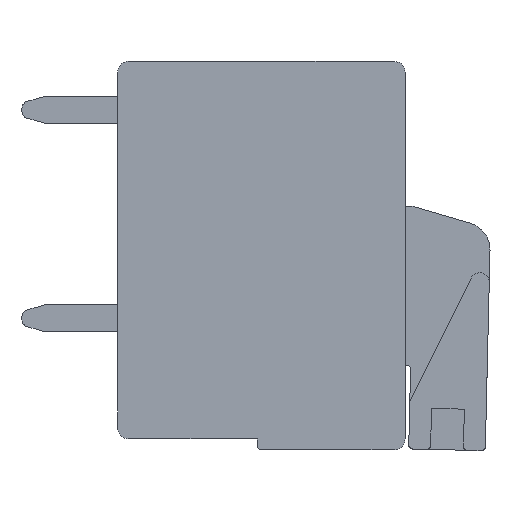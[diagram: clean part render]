
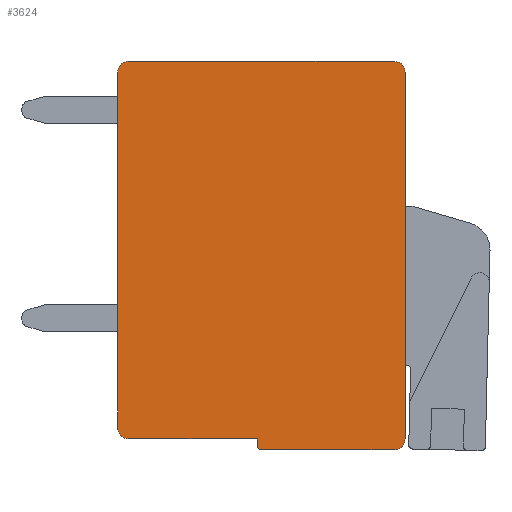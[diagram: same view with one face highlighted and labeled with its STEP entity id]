
A CAD part, front view. The second image highlights one B-rep face of the part: STEP entity #3624.
In plain terms, the highlighted planar face has unit normal (0, -1, 0).
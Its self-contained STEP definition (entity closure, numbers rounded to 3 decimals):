
#1=CARTESIAN_POINT('',(5.25,0.,-14.05));
#2=DIRECTION('',(0.,1.,0.));
#3=DIRECTION('',(0.,0.,-1.));
#4=AXIS2_PLACEMENT_3D('',#1,#2,#3);
#6=DIRECTION('',(0.,0.,1.));
#7=VECTOR('',#6,0.25);
#8=CARTESIAN_POINT('',(5.1,0.,-14.05));
#9=LINE('',#8,#7);
#10=DIRECTION('',(-1.,0.,0.));
#11=VECTOR('',#10,4.7);
#12=CARTESIAN_POINT('',(5.1,0.,-13.8));
#13=LINE('',#12,#11);
#14=CARTESIAN_POINT('',(0.4,0.,-13.4));
#15=DIRECTION('',(0.,1.,0.));
#16=DIRECTION('',(0.,0.,-1.));
#17=AXIS2_PLACEMENT_3D('',#14,#15,#16);
#19=DIRECTION('',(0.,0.,1.));
#20=VECTOR('',#19,13.);
#21=CARTESIAN_POINT('',(0.,0.,-13.4));
#22=LINE('',#21,#20);
#23=CARTESIAN_POINT('',(0.4,0.,-0.4));
#24=DIRECTION('',(0.,1.,0.));
#25=DIRECTION('',(-1.,0.,0.));
#26=AXIS2_PLACEMENT_3D('',#23,#24,#25);
#28=DIRECTION('',(1.,0.,0.));
#29=VECTOR('',#28,9.7);
#30=CARTESIAN_POINT('',(0.4,0.,0.));
#31=LINE('',#30,#29);
#32=CARTESIAN_POINT('',(10.1,0.,-0.4));
#33=DIRECTION('',(0.,1.,0.));
#34=DIRECTION('',(0.,0.,1.));
#35=AXIS2_PLACEMENT_3D('',#32,#33,#34);
#37=DIRECTION('',(0.,0.,-1.));
#38=VECTOR('',#37,13.4);
#39=CARTESIAN_POINT('',(10.5,0.,-0.4));
#40=LINE('',#39,#38);
#41=CARTESIAN_POINT('',(10.1,0.,-13.8));
#42=DIRECTION('',(0.,1.,0.));
#43=DIRECTION('',(1.,0.,0.));
#44=AXIS2_PLACEMENT_3D('',#41,#42,#43);
#46=DIRECTION('',(-1.,0.,0.));
#47=VECTOR('',#46,4.85);
#48=CARTESIAN_POINT('',(10.1,0.,-14.2));
#49=LINE('',#48,#47);
#2743=CARTESIAN_POINT('',(5.25,0.,-14.2));
#2744=CARTESIAN_POINT('',(5.1,0.,-14.05));
#2745=VERTEX_POINT('',#2743);
#2746=VERTEX_POINT('',#2744);
#2747=CARTESIAN_POINT('',(5.1,0.,-13.8));
#2748=VERTEX_POINT('',#2747);
#2749=CARTESIAN_POINT('',(0.4,0.,-13.8));
#2750=VERTEX_POINT('',#2749);
#2751=CARTESIAN_POINT('',(0.,0.,-13.4));
#2752=VERTEX_POINT('',#2751);
#2753=CARTESIAN_POINT('',(0.,0.,-0.4));
#2754=VERTEX_POINT('',#2753);
#2755=CARTESIAN_POINT('',(0.4,0.,0.));
#2756=VERTEX_POINT('',#2755);
#2757=CARTESIAN_POINT('',(10.1,0.,0.));
#2758=VERTEX_POINT('',#2757);
#2759=CARTESIAN_POINT('',(10.5,0.,-0.4));
#2760=VERTEX_POINT('',#2759);
#2761=CARTESIAN_POINT('',(10.5,0.,-13.8));
#2762=VERTEX_POINT('',#2761);
#2763=CARTESIAN_POINT('',(10.1,0.,-14.2));
#2764=VERTEX_POINT('',#2763);
#3595=CARTESIAN_POINT('',(0.,0.,0.));
#3596=DIRECTION('',(0.,1.,0.));
#3597=DIRECTION('',(1.,0.,0.));
#3598=AXIS2_PLACEMENT_3D('',#3595,#3596,#3597);
#3599=PLANE('',#3598);
#3601=ORIENTED_EDGE('',*,*,#3600,.T.);
#3603=ORIENTED_EDGE('',*,*,#3602,.T.);
#3605=ORIENTED_EDGE('',*,*,#3604,.T.);
#3607=ORIENTED_EDGE('',*,*,#3606,.T.);
#3609=ORIENTED_EDGE('',*,*,#3608,.T.);
#3611=ORIENTED_EDGE('',*,*,#3610,.T.);
#3613=ORIENTED_EDGE('',*,*,#3612,.T.);
#3615=ORIENTED_EDGE('',*,*,#3614,.T.);
#3617=ORIENTED_EDGE('',*,*,#3616,.T.);
#3619=ORIENTED_EDGE('',*,*,#3618,.T.);
#3621=ORIENTED_EDGE('',*,*,#3620,.T.);
#3622=EDGE_LOOP('',(#3601,#3603,#3605,#3607,#3609,#3611,#3613,#3615,#3617,#3619,
#3621));
#3623=FACE_OUTER_BOUND('',#3622,.F.);
#5=CIRCLE('',#4,0.15);
#18=CIRCLE('',#17,0.4);
#27=CIRCLE('',#26,0.4);
#36=CIRCLE('',#35,0.4);
#45=CIRCLE('',#44,0.4);
#3600=EDGE_CURVE('',#2745,#2746,#5,.T.);
#3602=EDGE_CURVE('',#2746,#2748,#9,.T.);
#3604=EDGE_CURVE('',#2748,#2750,#13,.T.);
#3606=EDGE_CURVE('',#2750,#2752,#18,.T.);
#3608=EDGE_CURVE('',#2752,#2754,#22,.T.);
#3610=EDGE_CURVE('',#2754,#2756,#27,.T.);
#3612=EDGE_CURVE('',#2756,#2758,#31,.T.);
#3614=EDGE_CURVE('',#2758,#2760,#36,.T.);
#3616=EDGE_CURVE('',#2760,#2762,#40,.T.);
#3618=EDGE_CURVE('',#2762,#2764,#45,.T.);
#3620=EDGE_CURVE('',#2764,#2745,#49,.T.);
#3624=ADVANCED_FACE('',(#3623),#3599,.F.);
